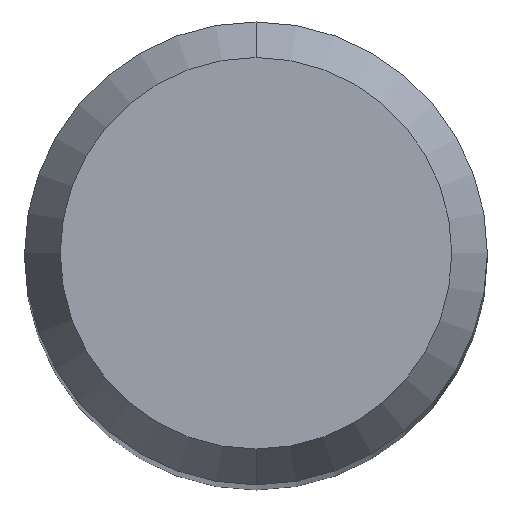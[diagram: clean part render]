
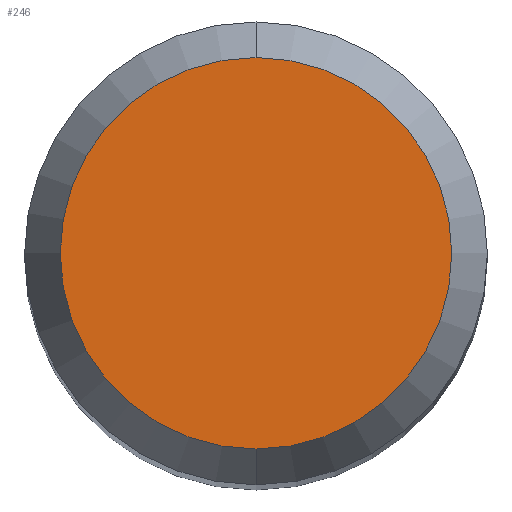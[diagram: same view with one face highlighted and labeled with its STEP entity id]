
A CAD part, top view. The second image highlights one B-rep face of the part: STEP entity #246.
In plain terms, the highlighted planar face has unit normal (0, 0, 1).
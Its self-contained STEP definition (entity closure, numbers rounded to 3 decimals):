
#188=VERTEX_POINT('',#367);
#196=EDGE_CURVE('',#220,#188,#377,.T.);
#220=VERTEX_POINT('',#405);
#240=EDGE_CURVE('',#188,#220,#426,.T.);
#246=ADVANCED_FACE('',(#432),#433,.T.);
#367=CARTESIAN_POINT('',(0.0,2.538,0.0));
#377=CIRCLE('',#576,2.538);
#405=CARTESIAN_POINT('',(0.,-2.538,0.0));
#426=CIRCLE('',#643,2.538);
#432=FACE_OUTER_BOUND('',#650,.T.);
#433=PLANE('',#651);
#576=AXIS2_PLACEMENT_3D('',#799,#800,#801);
#643=AXIS2_PLACEMENT_3D('',#866,#867,#868);
#650=EDGE_LOOP('',(#872,#873));
#651=AXIS2_PLACEMENT_3D('',#874,#875,#876);
#799=CARTESIAN_POINT('',(0.0,0.0,0.0));
#800=DIRECTION('',(0.0,0.0,-1.0));
#801=DIRECTION('',(0.0,1.0,0.0));
#866=CARTESIAN_POINT('',(0.0,0.0,0.0));
#867=DIRECTION('',(0.0,0.0,-1.0));
#868=DIRECTION('',(0.0,1.0,0.0));
#872=ORIENTED_EDGE('',*,*,#240,.F.);
#873=ORIENTED_EDGE('',*,*,#196,.F.);
#874=CARTESIAN_POINT('',(0.0,1.269,0.0));
#875=DIRECTION('',(-0.0,0.0,1.0));
#876=DIRECTION('',(0.0,-1.0,0.0));
